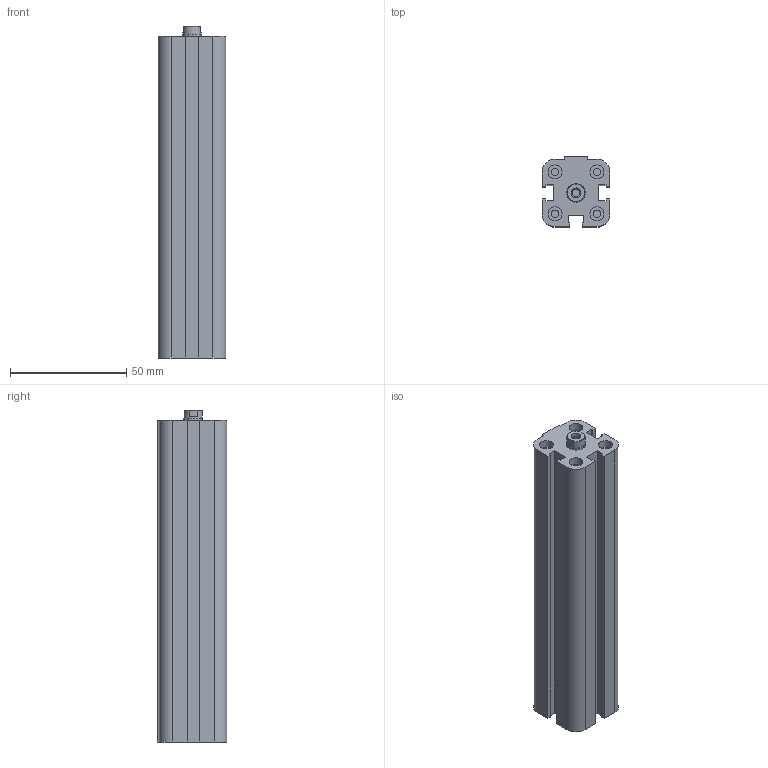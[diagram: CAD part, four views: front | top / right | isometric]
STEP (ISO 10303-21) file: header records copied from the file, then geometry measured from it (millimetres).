
FILE_DESCRIPTION(/* description */ ('Unknown'),/* implementation_level */ '2;1');
FILE_NAME(/* name */ '1581.16.100.01.1',/* time_stamp */ '2019-11-18T11:50:25-05:00',/* author */ ('Unknown'),/* organization */ ('Unknown'),/* preprocessor_version */ 'ST-DEVELOPER v16.7',/* originating_system */ 'DEX',/* authorisation */ $);
FILE_SCHEMA (('AUTOMOTIVE_DESIGN {1 0 10303 214 3 1 1}'));
Length unit declared in the file: millimetre
Products named in the file (3): 1581.16.100.01.1; 1581_16_0010_01_1_C; 1561_16_0010_01_1_S
Assembly tree (2 placements, depth 2):
  1581.16.100.01.1
    1581_16_0010_01_1_C
    1561_16_0010_01_1_S
Bounding box: 29 x 30 x 142.5 mm (x, y, z)
Volume: 98975.4 mm3; surface area: 30100.5 mm2
Topology: 2 solids, 2 shells, 91 faces, 197 edges, 131 vertices
Faces by surface type: plane 61, cylinder 27, cone 3
Full cylindrical faces by diameter (mm): 3.242 x9, 4.134 x2, 4.2 x1, 6 x8, 7.8 x1, 8 x2
Entity records: 2942 total; most frequent: DIRECTION 414, CARTESIAN_POINT 402, ORIENTED_EDGE 342, EDGE_CURVE 171, AXIS2_PLACEMENT_3D 153, EDGE_LOOP 136, FACE_BOUND 136, VERTEX_POINT 129
